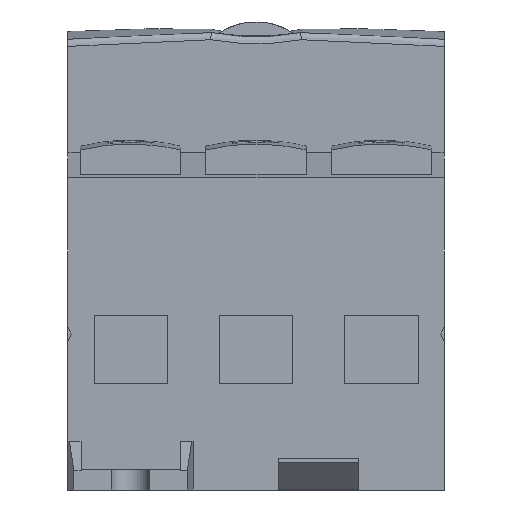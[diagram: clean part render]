
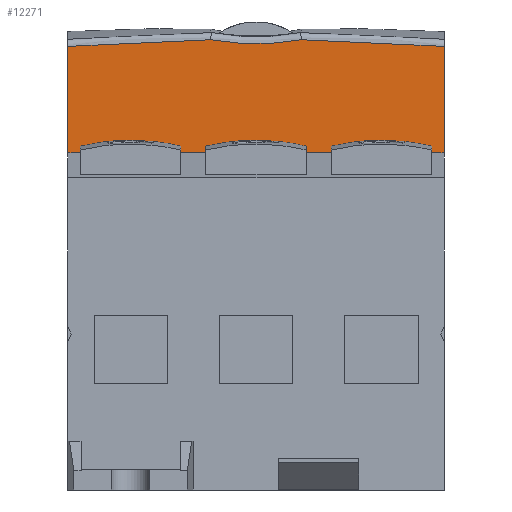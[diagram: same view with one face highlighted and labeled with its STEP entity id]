
A CAD part, front view. The second image highlights one B-rep face of the part: STEP entity #12271.
In plain terms, the highlighted planar face has unit normal (0, -1, 0).
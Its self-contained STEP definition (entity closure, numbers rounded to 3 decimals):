
#2210=DIRECTION('',(0.,0.,-1.));
#2211=VECTOR('',#2210,14.858);
#2212=CARTESIAN_POINT('',(26.25,-22.5,61.898));
#2213=LINE('',#2212,#2211);
#4286=DIRECTION('',(1.,0.,0.));
#4287=VECTOR('',#4286,1.75);
#4288=CARTESIAN_POINT('',(24.5,-22.5,47.04));
#4289=LINE('',#4288,#4287);
#4293=DIRECTION('',(0.,0.,-1.));
#4294=VECTOR('',#4293,0.935);
#4295=CARTESIAN_POINT('',(24.5,-22.5,47.975));
#4296=LINE('',#4295,#4294);
#4300=CARTESIAN_POINT('',(17.5,-22.5,48.805));
#4301=CARTESIAN_POINT('',(18.287,-22.5,48.805));
#4302=CARTESIAN_POINT('',(19.854,-22.5,48.745));
#4303=CARTESIAN_POINT('',(22.197,-22.5,48.466));
#4304=CARTESIAN_POINT('',(23.735,-22.5,48.159));
#4305=CARTESIAN_POINT('',(24.5,-22.5,47.975));
#4310=CARTESIAN_POINT('',(10.5,-22.5,47.975));
#4311=CARTESIAN_POINT('',(11.265,-22.5,48.159));
#4312=CARTESIAN_POINT('',(12.803,-22.5,48.466));
#4313=CARTESIAN_POINT('',(15.146,-22.5,48.745));
#4314=CARTESIAN_POINT('',(16.713,-22.5,48.805));
#4315=CARTESIAN_POINT('',(17.5,-22.5,48.805));
#4320=DIRECTION('',(1.,0.,0.));
#4321=VECTOR('',#4320,3.5);
#4322=CARTESIAN_POINT('',(7.,-22.5,47.04));
#4323=LINE('',#4322,#4321);
#4327=DIRECTION('',(0.,0.,-1.));
#4328=VECTOR('',#4327,0.935);
#4329=CARTESIAN_POINT('',(7.,-22.5,47.975));
#4330=LINE('',#4329,#4328);
#4334=CARTESIAN_POINT('',(0.,-22.5,48.805));
#4335=CARTESIAN_POINT('',(0.787,-22.5,
48.805));
#4336=CARTESIAN_POINT('',(2.354,-22.5,48.745));
#4337=CARTESIAN_POINT('',(4.697,-22.5,48.466));
#4338=CARTESIAN_POINT('',(6.235,-22.5,48.159));
#4339=CARTESIAN_POINT('',(7.,-22.5,47.975));
#4344=CARTESIAN_POINT('',(-7.,-22.5,47.975));
#4345=CARTESIAN_POINT('',(-6.235,-22.5,48.159));
#4346=CARTESIAN_POINT('',(-4.697,-22.5,
48.466));
#4347=CARTESIAN_POINT('',(-2.354,-22.5,
48.745));
#4348=CARTESIAN_POINT('',(-0.787,-22.5,
48.805));
#4349=CARTESIAN_POINT('',(0.,-22.5,48.805));
#4354=DIRECTION('',(1.,0.,0.));
#4355=VECTOR('',#4354,3.5);
#4356=CARTESIAN_POINT('',(-10.5,-22.5,47.04));
#4357=LINE('',#4356,#4355);
#4361=DIRECTION('',(0.,0.,-1.));
#4362=VECTOR('',#4361,0.935);
#4363=CARTESIAN_POINT('',(-10.5,-22.5,47.975));
#4364=LINE('',#4363,#4362);
#4368=CARTESIAN_POINT('',(-17.5,-22.5,48.805));
#4369=CARTESIAN_POINT('',(-16.713,-22.5,
48.805));
#4370=CARTESIAN_POINT('',(-15.146,-22.5,
48.745));
#4371=CARTESIAN_POINT('',(-12.803,-22.5,
48.466));
#4372=CARTESIAN_POINT('',(-11.265,-22.5,48.159));
#4373=CARTESIAN_POINT('',(-10.5,-22.5,47.975));
#4378=CARTESIAN_POINT('',(-24.5,-22.5,47.975));
#4379=CARTESIAN_POINT('',(-23.735,-22.5,48.159));
#4380=CARTESIAN_POINT('',(-22.197,-22.5,
48.466));
#4381=CARTESIAN_POINT('',(-19.854,-22.5,
48.745));
#4382=CARTESIAN_POINT('',(-18.287,-22.5,
48.805));
#4383=CARTESIAN_POINT('',(-17.5,-22.5,48.805));
#4388=DIRECTION('',(1.,0.,0.));
#4389=VECTOR('',#4388,1.75);
#4390=CARTESIAN_POINT('',(-26.25,-22.5,47.04));
#4391=LINE('',#4390,#4389);
#4395=DIRECTION('',(0.,0.,-1.));
#4396=VECTOR('',#4395,14.858);
#4397=CARTESIAN_POINT('',(-26.25,-22.5,
61.898));
#4398=LINE('',#4397,#4396);
#4402=CARTESIAN_POINT('',(-6.325,-22.5,
62.823));
#4403=CARTESIAN_POINT('',(-12.971,-22.5,
62.704));
#4404=CARTESIAN_POINT('',(-19.62,-22.5,
62.394));
#4405=CARTESIAN_POINT('',(-26.25,-22.5,
61.898));
#4410=CARTESIAN_POINT('',(6.325,-22.5,62.823));
#4411=CARTESIAN_POINT('',(2.146,-22.5,62.077));
#4412=CARTESIAN_POINT('',(-2.171,-22.5,
62.081));
#4413=CARTESIAN_POINT('',(-6.325,-22.5,
62.823));
#4418=CARTESIAN_POINT('',(26.25,-22.5,61.898));
#4419=CARTESIAN_POINT('',(19.62,-22.5,62.394));
#4420=CARTESIAN_POINT('',(12.971,-22.5,62.704));
#4421=CARTESIAN_POINT('',(6.325,-22.5,62.823));
#4455=DIRECTION('',(0.,0.,-1.));
#4456=VECTOR('',#4455,0.935);
#4457=CARTESIAN_POINT('',(10.5,-22.5,47.975));
#4458=LINE('',#4457,#4456);
#4865=DIRECTION('',(0.,0.,-1.));
#4866=VECTOR('',#4865,0.935);
#4867=CARTESIAN_POINT('',(-7.,-22.5,47.975));
#4868=LINE('',#4867,#4866);
#4916=DIRECTION('',(0.,0.,-1.));
#4917=VECTOR('',#4916,0.935);
#4918=CARTESIAN_POINT('',(-24.5,-22.5,47.975));
#4919=LINE('',#4918,#4917);
#5548=CARTESIAN_POINT('',(26.25,-22.5,61.898));
#7163=CARTESIAN_POINT('',(-26.25,-22.5,47.04));
#7164=VERTEX_POINT('',#7163);
#7165=CARTESIAN_POINT('',(-26.25,-22.5,
61.898));
#7166=VERTEX_POINT('',#7165);
#7347=VERTEX_POINT('',#5548);
#7348=CARTESIAN_POINT('',(26.25,-22.5,47.04));
#7349=VERTEX_POINT('',#7348);
#7490=CARTESIAN_POINT('',(24.5,-22.5,47.04));
#7491=VERTEX_POINT('',#7490);
#7492=CARTESIAN_POINT('',(24.5,-22.5,47.975));
#7493=VERTEX_POINT('',#7492);
#7494=VERTEX_POINT('',#4300);
#7495=VERTEX_POINT('',#4310);
#7496=CARTESIAN_POINT('',(10.5,-22.5,47.04));
#7497=VERTEX_POINT('',#7496);
#7502=CARTESIAN_POINT('',(7.,-22.5,47.04));
#7503=VERTEX_POINT('',#7502);
#7504=CARTESIAN_POINT('',(7.,-22.5,47.975));
#7505=VERTEX_POINT('',#7504);
#7534=VERTEX_POINT('',#4334);
#7535=VERTEX_POINT('',#4344);
#7563=CARTESIAN_POINT('',(-7.,-22.5,47.04));
#7564=VERTEX_POINT('',#7563);
#7565=CARTESIAN_POINT('',(-10.5,-22.5,47.04));
#7566=VERTEX_POINT('',#7565);
#7571=CARTESIAN_POINT('',(-24.5,-22.5,47.04));
#7572=VERTEX_POINT('',#7571);
#7657=CARTESIAN_POINT('',(-10.5,-22.5,47.975));
#7658=VERTEX_POINT('',#7657);
#7659=VERTEX_POINT('',#4368);
#7660=VERTEX_POINT('',#4378);
#7662=VERTEX_POINT('',#4421);
#7663=VERTEX_POINT('',#4413);
#12230=CARTESIAN_POINT('',(26.25,-22.5,40.6));
#12231=DIRECTION('',(0.,-1.,0.));
#12232=DIRECTION('',(1.,0.,0.));
#12233=AXIS2_PLACEMENT_3D('',#12230,#12231,#12232);
#12234=PLANE('',#12233);
#12235=ORIENTED_EDGE('',*,*,#10161,.T.);
#12236=ORIENTED_EDGE('',*,*,#11827,.F.);
#12238=ORIENTED_EDGE('',*,*,#12237,.F.);
#12240=ORIENTED_EDGE('',*,*,#12239,.F.);
#12242=ORIENTED_EDGE('',*,*,#12241,.F.);
#12244=ORIENTED_EDGE('',*,*,#12243,.T.);
#12245=ORIENTED_EDGE('',*,*,#11819,.F.);
#12247=ORIENTED_EDGE('',*,*,#12246,.F.);
#12248=ORIENTED_EDGE('',*,*,#11869,.F.);
#12249=ORIENTED_EDGE('',*,*,#11877,.F.);
#12251=ORIENTED_EDGE('',*,*,#12250,.T.);
#12252=ORIENTED_EDGE('',*,*,#11840,.F.);
#12254=ORIENTED_EDGE('',*,*,#12253,.F.);
#12256=ORIENTED_EDGE('',*,*,#12255,.F.);
#12258=ORIENTED_EDGE('',*,*,#12257,.F.);
#12260=ORIENTED_EDGE('',*,*,#12259,.T.);
#12261=ORIENTED_EDGE('',*,*,#11832,.F.);
#12262=ORIENTED_EDGE('',*,*,#8200,.F.);
#12264=ORIENTED_EDGE('',*,*,#12263,.F.);
#12266=ORIENTED_EDGE('',*,*,#12265,.F.);
#12268=ORIENTED_EDGE('',*,*,#12267,.F.);
#12269=EDGE_LOOP('',(#12235,#12236,#12238,#12240,#12242,#12244,#12245,#12247,
#12248,#12249,#12251,#12252,#12254,#12256,#12258,#12260,#12261,#12262,#12264,
#12266,#12268));
#12270=FACE_OUTER_BOUND('',#12269,.F.);
#4306=B_SPLINE_CURVE_WITH_KNOTS('',3,(#4300,#4301,#4302,#4303,#4304,#4305),
.UNSPECIFIED.,.F.,.F.,(4,1,1,4),(0.,0.333,0.667,1.),
.UNSPECIFIED.);
#4316=B_SPLINE_CURVE_WITH_KNOTS('',3,(#4310,#4311,#4312,#4313,#4314,#4315),
.UNSPECIFIED.,.F.,.F.,(4,1,1,4),(0.,0.333,0.667,1.),
.UNSPECIFIED.);
#4340=B_SPLINE_CURVE_WITH_KNOTS('',3,(#4334,#4335,#4336,#4337,#4338,#4339),
.UNSPECIFIED.,.F.,.F.,(4,1,1,4),(0.,0.333,0.667,1.),
.UNSPECIFIED.);
#4350=B_SPLINE_CURVE_WITH_KNOTS('',3,(#4344,#4345,#4346,#4347,#4348,#4349),
.UNSPECIFIED.,.F.,.F.,(4,1,1,4),(0.,0.333,0.667,1.),
.UNSPECIFIED.);
#4374=B_SPLINE_CURVE_WITH_KNOTS('',3,(#4368,#4369,#4370,#4371,#4372,#4373),
.UNSPECIFIED.,.F.,.F.,(4,1,1,4),(0.,0.333,0.667,1.),
.UNSPECIFIED.);
#4384=B_SPLINE_CURVE_WITH_KNOTS('',3,(#4378,#4379,#4380,#4381,#4382,#4383),
.UNSPECIFIED.,.F.,.F.,(4,1,1,4),(0.,0.333,0.667,1.),
.UNSPECIFIED.);
#4406=B_SPLINE_CURVE_WITH_KNOTS('',3,(#4402,#4403,#4404,#4405),.UNSPECIFIED.,
.F.,.F.,(4,4),(0.,1.),.UNSPECIFIED.);
#4414=B_SPLINE_CURVE_WITH_KNOTS('',3,(#4410,#4411,#4412,#4413),.UNSPECIFIED.,
.F.,.F.,(4,4),(0.,1.),.UNSPECIFIED.);
#4422=B_SPLINE_CURVE_WITH_KNOTS('',3,(#4418,#4419,#4420,#4421),.UNSPECIFIED.,
.F.,.F.,(4,4),(0.,1.),.UNSPECIFIED.);
#8200=EDGE_CURVE('',#7166,#7164,#4398,.T.);
#10161=EDGE_CURVE('',#7347,#7349,#2213,.T.);
#11819=EDGE_CURVE('',#7503,#7497,#4323,.T.);
#11827=EDGE_CURVE('',#7491,#7349,#4289,.T.);
#11832=EDGE_CURVE('',#7164,#7572,#4391,.T.);
#11840=EDGE_CURVE('',#7566,#7564,#4357,.T.);
#11869=EDGE_CURVE('',#7534,#7505,#4340,.T.);
#11877=EDGE_CURVE('',#7535,#7534,#4350,.T.);
#12237=EDGE_CURVE('',#7493,#7491,#4296,.T.);
#12239=EDGE_CURVE('',#7494,#7493,#4306,.T.);
#12241=EDGE_CURVE('',#7495,#7494,#4316,.T.);
#12243=EDGE_CURVE('',#7495,#7497,#4458,.T.);
#12246=EDGE_CURVE('',#7505,#7503,#4330,.T.);
#12250=EDGE_CURVE('',#7535,#7564,#4868,.T.);
#12253=EDGE_CURVE('',#7658,#7566,#4364,.T.);
#12255=EDGE_CURVE('',#7659,#7658,#4374,.T.);
#12257=EDGE_CURVE('',#7660,#7659,#4384,.T.);
#12259=EDGE_CURVE('',#7660,#7572,#4919,.T.);
#12263=EDGE_CURVE('',#7663,#7166,#4406,.T.);
#12265=EDGE_CURVE('',#7662,#7663,#4414,.T.);
#12267=EDGE_CURVE('',#7347,#7662,#4422,.T.);
#12271=ADVANCED_FACE('',(#12270),#12234,.T.);
